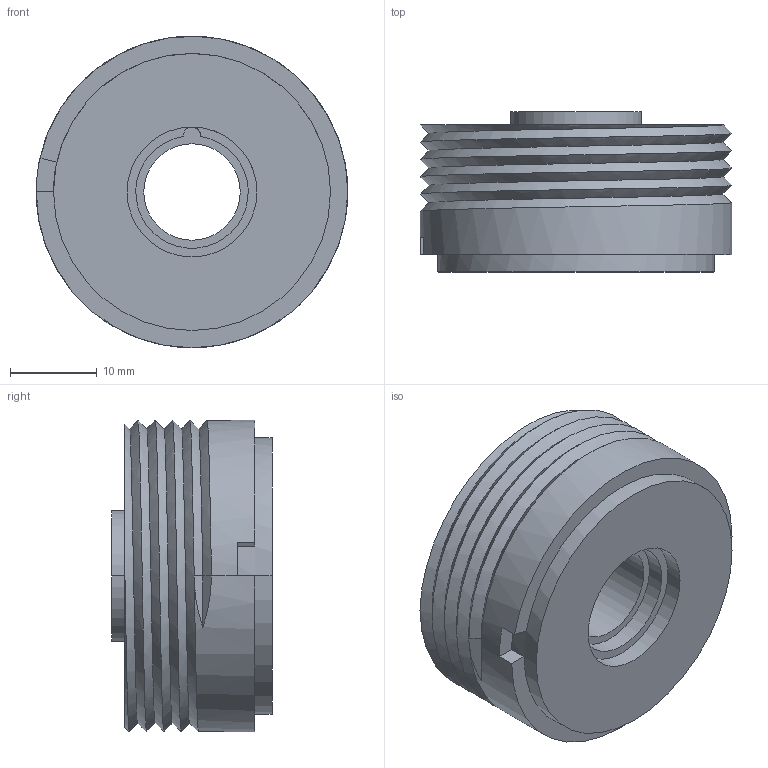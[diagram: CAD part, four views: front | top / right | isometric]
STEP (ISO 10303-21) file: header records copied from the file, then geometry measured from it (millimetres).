
FILE_DESCRIPTION((''),'2;1');
FILE_NAME('B3','2017-08-03T',('Ishan'),(''),'PRO/ENGINEER BY PARAMETRIC TECHNOLOGY CORPORATION, 2015280','PRO/ENGINEER BY PARAMETRIC TECHNOLOGY CORPORATION, 2015280','');
FILE_SCHEMA(('CONFIG_CONTROL_DESIGN'));
Length unit declared in the file: millimetre
Products named in the file (1): B3
Bounding box: 36 x 18.5 x 36 mm (x, y, z)
Volume: 6950.7 mm3; surface area: 6849.3 mm2
Topology: 1 solids, 1 shells, 36 faces, 86 edges, 55 vertices
Faces by surface type: cylinder 14, plane 12, cone 6, bspline 4
Entity records: 2104 total; most frequent: CARTESIAN_POINT 1235, ORIENTED_EDGE 172, DIRECTION 169, EDGE_CURVE 86, AXIS2_PLACEMENT_3D 68, VERTEX_POINT 55, EDGE_LOOP 41, FACE_OUTER_BOUND 36
